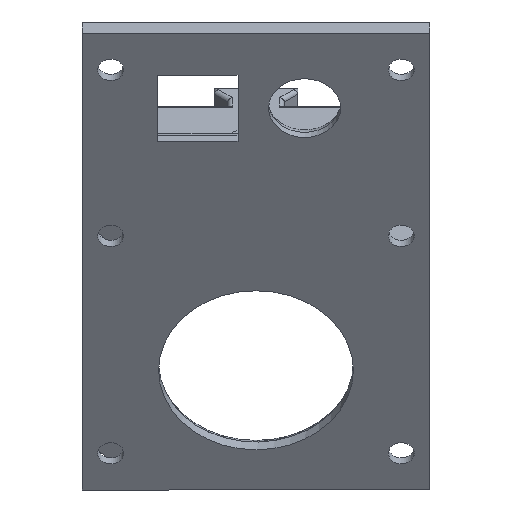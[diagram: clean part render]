
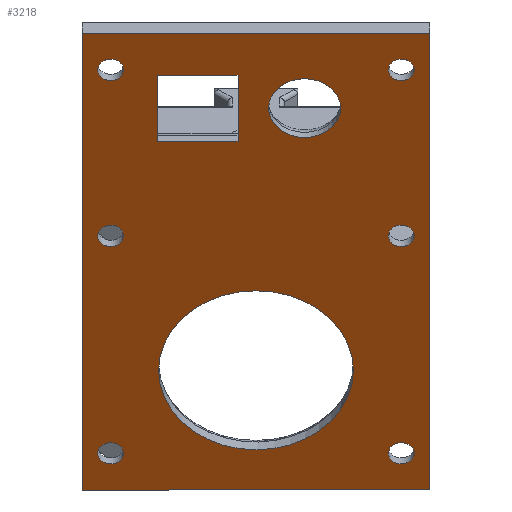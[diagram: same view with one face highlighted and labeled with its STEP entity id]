
A CAD part, isometric view. The second image highlights one B-rep face of the part: STEP entity #3218.
In plain terms, the highlighted planar face has unit normal (-0.707, -0.707, 0).
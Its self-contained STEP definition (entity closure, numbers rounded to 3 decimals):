
#149=CIRCLE('',#3241,10.828);
#158=CIRCLE('',#3253,4.);
#236=CIRCLE('',#3492,1.45);
#237=CIRCLE('',#3494,1.45);
#238=CIRCLE('',#3496,1.45);
#240=CIRCLE('',#3500,1.45);
#242=CIRCLE('',#3504,1.45);
#243=CIRCLE('',#3506,1.45);
#258=FACE_BOUND('',#746,.T.);
#259=FACE_BOUND('',#747,.T.);
#260=FACE_BOUND('',#748,.T.);
#261=FACE_BOUND('',#749,.T.);
#262=FACE_BOUND('',#750,.T.);
#263=FACE_BOUND('',#751,.T.);
#264=FACE_BOUND('',#752,.T.);
#265=FACE_BOUND('',#753,.T.);
#266=FACE_BOUND('',#754,.T.);
#562=FACE_OUTER_BOUND('',#745,.T.);
#745=EDGE_LOOP('',(#2973,#2974,#2975,#2976));
#746=EDGE_LOOP('',(#2977));
#747=EDGE_LOOP('',(#2978));
#748=EDGE_LOOP('',(#2979));
#749=EDGE_LOOP('',(#2980));
#750=EDGE_LOOP('',(#2981));
#751=EDGE_LOOP('',(#2982));
#752=EDGE_LOOP('',(#2983));
#753=EDGE_LOOP('',(#2984,#2985,#2986,#2987));
#754=EDGE_LOOP('',(#2988));
#843=LINE('',#5331,#1092);
#846=LINE('',#5336,#1095);
#884=LINE('',#5496,#1133);
#894=LINE('',#5521,#1143);
#903=LINE('',#5547,#1152);
#960=LINE('',#5972,#1209);
#1001=LINE('',#6080,#1250);
#1003=LINE('',#6083,#1252);
#1092=VECTOR('',#3685,10.);
#1095=VECTOR('',#3690,10.);
#1133=VECTOR('',#3828,10.);
#1143=VECTOR('',#3846,10.);
#1152=VECTOR('',#3865,10.);
#1209=VECTOR('',#4210,10.);
#1250=VECTOR('',#4335,10.);
#1252=VECTOR('',#4339,10.);
#1358=VERTEX_POINT('',#5267);
#1376=VERTEX_POINT('',#5308);
#1381=VERTEX_POINT('',#5328);
#1382=VERTEX_POINT('',#5330);
#1383=VERTEX_POINT('',#5334);
#1432=VERTEX_POINT('',#5493);
#1433=VERTEX_POINT('',#5495);
#1444=VERTEX_POINT('',#5519);
#1456=VERTEX_POINT('',#5545);
#1543=VERTEX_POINT('',#6046);
#1544=VERTEX_POINT('',#6050);
#1545=VERTEX_POINT('',#6054);
#1547=VERTEX_POINT('',#6062);
#1549=VERTEX_POINT('',#6070);
#1550=VERTEX_POINT('',#6074);
#1551=VERTEX_POINT('',#6079);
#1702=EDGE_CURVE('',#1358,#1358,#149,.T.);
#1722=EDGE_CURVE('',#1376,#1376,#158,.T.);
#1733=EDGE_CURVE('',#1382,#1381,#843,.T.);
#1736=EDGE_CURVE('',#1381,#1383,#846,.T.);
#1806=EDGE_CURVE('',#1433,#1432,#884,.T.);
#1819=EDGE_CURVE('',#1432,#1444,#894,.T.);
#1832=EDGE_CURVE('',#1444,#1456,#903,.T.);
#1979=EDGE_CURVE('',#1456,#1433,#960,.T.);
#2013=EDGE_CURVE('',#1543,#1543,#236,.T.);
#2015=EDGE_CURVE('',#1544,#1544,#237,.T.);
#2017=EDGE_CURVE('',#1545,#1545,#238,.T.);
#2021=EDGE_CURVE('',#1547,#1547,#240,.T.);
#2025=EDGE_CURVE('',#1549,#1549,#242,.T.);
#2027=EDGE_CURVE('',#1550,#1550,#243,.T.);
#2028=EDGE_CURVE('',#1551,#1382,#1001,.T.);
#2030=EDGE_CURVE('',#1383,#1551,#1003,.T.);
#2973=ORIENTED_EDGE('',*,*,#1979,.T.);
#2974=ORIENTED_EDGE('',*,*,#1806,.T.);
#2975=ORIENTED_EDGE('',*,*,#1819,.T.);
#2976=ORIENTED_EDGE('',*,*,#1832,.T.);
#2977=ORIENTED_EDGE('',*,*,#2013,.T.);
#2978=ORIENTED_EDGE('',*,*,#2015,.T.);
#2979=ORIENTED_EDGE('',*,*,#2017,.T.);
#2980=ORIENTED_EDGE('',*,*,#2021,.T.);
#2981=ORIENTED_EDGE('',*,*,#2025,.T.);
#2982=ORIENTED_EDGE('',*,*,#2027,.T.);
#2983=ORIENTED_EDGE('',*,*,#1722,.T.);
#2984=ORIENTED_EDGE('',*,*,#1736,.T.);
#2985=ORIENTED_EDGE('',*,*,#2030,.T.);
#2986=ORIENTED_EDGE('',*,*,#2028,.T.);
#2987=ORIENTED_EDGE('',*,*,#1733,.T.);
#2988=ORIENTED_EDGE('',*,*,#1702,.T.);
#3040=PLANE('',#3510);
#3218=ADVANCED_FACE('',(#562,#258,#259,#260,#261,#262,#263,#264,#265,#266),
#3040,.T.);
#3241=AXIS2_PLACEMENT_3D('',#5268,#3624,#3625);
#3253=AXIS2_PLACEMENT_3D('',#5309,#3659,#3660);
#3492=AXIS2_PLACEMENT_3D('',#6048,#4294,#4295);
#3494=AXIS2_PLACEMENT_3D('',#6052,#4299,#4300);
#3496=AXIS2_PLACEMENT_3D('',#6056,#4304,#4305);
#3500=AXIS2_PLACEMENT_3D('',#6064,#4314,#4315);
#3504=AXIS2_PLACEMENT_3D('',#6072,#4324,#4325);
#3506=AXIS2_PLACEMENT_3D('',#6076,#4329,#4330);
#3510=AXIS2_PLACEMENT_3D('',#6084,#4340,#4341);
#3624=DIRECTION('center_axis',(0.707,0.707,0.));
#3625=DIRECTION('ref_axis',(-0.707,0.707,0.));
#3659=DIRECTION('center_axis',(0.707,0.707,0.));
#3660=DIRECTION('ref_axis',(-0.707,0.707,0.));
#3685=DIRECTION('',(0.,0.,1.));
#3690=DIRECTION('',(0.707,-0.707,0.));
#3828=DIRECTION('',(0.,0.,-1.));
#3846=DIRECTION('',(0.707,-0.707,0.));
#3865=DIRECTION('',(0.,0.,1.));
#4210=DIRECTION('',(-0.707,0.707,0.));
#4294=DIRECTION('center_axis',(0.707,0.707,0.));
#4295=DIRECTION('ref_axis',(0.,0.,1.));
#4299=DIRECTION('center_axis',(0.707,0.707,0.));
#4300=DIRECTION('ref_axis',(0.,0.,1.));
#4304=DIRECTION('center_axis',(0.707,0.707,0.));
#4305=DIRECTION('ref_axis',(0.,0.,1.));
#4314=DIRECTION('center_axis',(0.707,0.707,0.));
#4315=DIRECTION('ref_axis',(0.,0.,1.));
#4324=DIRECTION('center_axis',(0.707,0.707,0.));
#4325=DIRECTION('ref_axis',(0.,0.,1.));
#4329=DIRECTION('center_axis',(0.707,0.707,0.));
#4330=DIRECTION('ref_axis',(0.,0.,1.));
#4335=DIRECTION('',(-0.707,0.707,0.));
#4339=DIRECTION('',(0.,0.,-1.));
#4340=DIRECTION('center_axis',(-0.707,-0.707,0.));
#4341=DIRECTION('ref_axis',(0.,0.,1.));
#5267=CARTESIAN_POINT('',(-5.637,-20.95,16.3));
#5268=CARTESIAN_POINT('Origin',(-13.294,-13.294,16.3));
#5308=CARTESIAN_POINT('',(-6.647,-19.94,52.));
#5309=CARTESIAN_POINT('Origin',(-9.475,-17.112,52.));
#5328=CARTESIAN_POINT('',(-21.072,-5.515,56.5));
#5330=CARTESIAN_POINT('',(-21.072,-5.515,47.5));
#5331=CARTESIAN_POINT('',(-21.072,-5.515,39.3));
#5334=CARTESIAN_POINT('',(-14.708,-11.879,56.5));
#5336=CARTESIAN_POINT('',(-17.183,-9.405,56.5));
#5493=CARTESIAN_POINT('',(-26.941,0.354,0.));
#5495=CARTESIAN_POINT('',(-26.941,0.354,62.2));
#5496=CARTESIAN_POINT('',(-26.941,0.354,15.55));
#5519=CARTESIAN_POINT('',(0.354,-26.941,0.));
#5521=CARTESIAN_POINT('',(-6.47,-20.117,0.));
#5545=CARTESIAN_POINT('',(0.354,-26.941,62.2));
#5547=CARTESIAN_POINT('',(0.354,-26.941,46.65));
#5972=CARTESIAN_POINT('',(-20.117,-6.47,62.2));
#6046=CARTESIAN_POINT('',(-1.874,-24.713,33.15));
#6048=CARTESIAN_POINT('Origin',(-1.874,-24.713,34.6));
#6050=CARTESIAN_POINT('',(-24.713,-1.874,33.15));
#6052=CARTESIAN_POINT('Origin',(-24.713,-1.874,34.6));
#6054=CARTESIAN_POINT('',(-24.713,-1.874,55.75));
#6056=CARTESIAN_POINT('Origin',(-24.713,-1.874,57.2));
#6062=CARTESIAN_POINT('',(-1.874,-24.713,55.75));
#6064=CARTESIAN_POINT('Origin',(-1.874,-24.713,57.2));
#6070=CARTESIAN_POINT('',(-24.713,-1.874,3.55));
#6072=CARTESIAN_POINT('Origin',(-24.713,-1.874,5.));
#6074=CARTESIAN_POINT('',(-1.874,-24.713,3.55));
#6076=CARTESIAN_POINT('Origin',(-1.874,-24.713,5.));
#6079=CARTESIAN_POINT('',(-14.708,-11.879,47.5));
#6080=CARTESIAN_POINT('',(-14.001,-12.587,47.5));
#6083=CARTESIAN_POINT('',(-14.708,-11.879,43.8));
#6084=CARTESIAN_POINT('Origin',(-13.294,-13.294,31.1));
